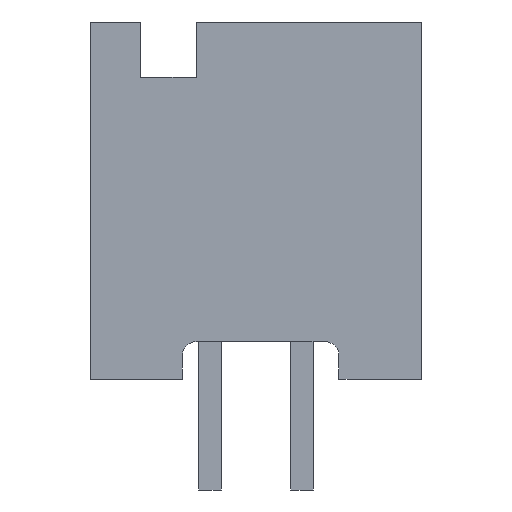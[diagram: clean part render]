
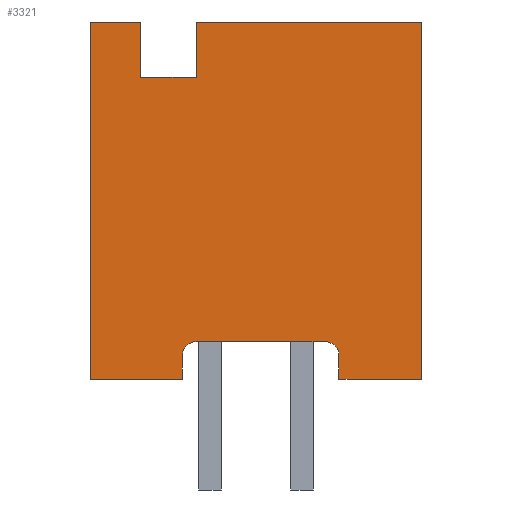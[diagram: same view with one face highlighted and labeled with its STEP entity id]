
A CAD part, left-side view. The second image highlights one B-rep face of the part: STEP entity #3321.
In plain terms, the highlighted planar face has unit normal (-1, 0, 0).
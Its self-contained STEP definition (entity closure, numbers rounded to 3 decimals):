
#84=DIRECTION('',(0.,-1.,0.));
#85=VECTOR('',#84,6.223);
#86=CARTESIAN_POINT('',(-12.7,1.651,0.));
#87=LINE('',#86,#85);
#116=DIRECTION('',(0.,-1.,0.));
#117=VECTOR('',#116,1.397);
#118=CARTESIAN_POINT('',(-12.7,4.572,0.));
#119=LINE('',#118,#117);
#228=DIRECTION('',(0.,0.,-1.));
#229=VECTOR('',#228,0.66);
#230=CARTESIAN_POINT('',(-12.7,2.032,-9.195));
#231=LINE('',#230,#229);
#232=DIRECTION('',(0.,0.,1.));
#233=VECTOR('',#232,9.855);
#234=CARTESIAN_POINT('',(-12.7,4.572,-9.855));
#235=LINE('',#234,#233);
#236=DIRECTION('',(0.,0.,-1.));
#237=VECTOR('',#236,1.524);
#238=CARTESIAN_POINT('',(-12.7,3.175,0.));
#239=LINE('',#238,#237);
#240=DIRECTION('',(0.,1.,0.));
#241=VECTOR('',#240,1.524);
#242=CARTESIAN_POINT('',(-12.7,1.651,-1.524));
#243=LINE('',#242,#241);
#244=DIRECTION('',(0.,0.,-1.));
#245=VECTOR('',#244,1.524);
#246=CARTESIAN_POINT('',(-12.7,1.651,0.));
#247=LINE('',#246,#245);
#488=DIRECTION('',(0.,-1.,0.));
#489=VECTOR('',#488,3.556);
#490=CARTESIAN_POINT('',(-12.7,1.651,-8.814));
#491=LINE('',#490,#489);
#1814=DIRECTION('',(0.,1.,0.));
#1815=VECTOR('',#1814,2.54);
#1816=CARTESIAN_POINT('',(-12.7,2.032,-9.855));
#1817=LINE('',#1816,#1815);
#1826=DIRECTION('',(0.,1.,0.));
#1827=VECTOR('',#1826,2.286);
#1828=CARTESIAN_POINT('',(-12.7,-4.572,-9.855));
#1829=LINE('',#1828,#1827);
#2119=CARTESIAN_POINT('',(-12.7,1.651,-9.195));
#2120=DIRECTION('',(1.,0.,0.));
#2121=DIRECTION('',(0.,1.,0.));
#2122=AXIS2_PLACEMENT_3D('',#2119,#2120,#2121);
#2128=DIRECTION('',(0.,0.,1.));
#2129=VECTOR('',#2128,9.855);
#2130=CARTESIAN_POINT('',(-12.7,-4.572,-9.855));
#2131=LINE('',#2130,#2129);
#2144=CARTESIAN_POINT('',(-12.7,-1.905,-9.195));
#2145=DIRECTION('',(1.,0.,0.));
#2146=DIRECTION('',(0.,0.,1.));
#2147=AXIS2_PLACEMENT_3D('',#2144,#2145,#2146);
#2158=DIRECTION('',(0.,0.,-1.));
#2159=VECTOR('',#2158,0.66);
#2160=CARTESIAN_POINT('',(-12.7,-2.286,-9.195));
#2161=LINE('',#2160,#2159);
#2350=CARTESIAN_POINT('',(-12.7,-4.572,0.));
#2352=VERTEX_POINT('',#2350);
#2370=CARTESIAN_POINT('',(-12.7,4.572,-9.855));
#2372=VERTEX_POINT('',#2370);
#2376=CARTESIAN_POINT('',(-12.7,2.032,-9.855));
#2377=VERTEX_POINT('',#2376);
#2378=CARTESIAN_POINT('',(-12.7,-4.572,-9.855));
#2379=CARTESIAN_POINT('',(-12.7,-2.286,-9.855));
#2380=VERTEX_POINT('',#2378);
#2381=VERTEX_POINT('',#2379);
#2406=CARTESIAN_POINT('',(-12.7,4.572,0.));
#2407=VERTEX_POINT('',#2406);
#2438=CARTESIAN_POINT('',(-12.7,1.651,0.));
#2439=CARTESIAN_POINT('',(-12.7,1.651,-1.524));
#2440=VERTEX_POINT('',#2438);
#2441=VERTEX_POINT('',#2439);
#2442=CARTESIAN_POINT('',(-12.7,3.175,-1.524));
#2443=VERTEX_POINT('',#2442);
#2444=CARTESIAN_POINT('',(-12.7,3.175,0.));
#2445=VERTEX_POINT('',#2444);
#2588=CARTESIAN_POINT('',(-12.7,1.651,-8.814));
#2590=VERTEX_POINT('',#2588);
#2592=CARTESIAN_POINT('',(-12.7,2.032,-9.195));
#2594=VERTEX_POINT('',#2592);
#2595=CARTESIAN_POINT('',(-12.7,-1.905,-8.814));
#2597=VERTEX_POINT('',#2595);
#2599=CARTESIAN_POINT('',(-12.7,-2.286,-9.195));
#2601=VERTEX_POINT('',#2599);
#3289=CARTESIAN_POINT('',(-12.7,4.572,0.));
#3290=DIRECTION('',(-1.,0.,0.));
#3291=DIRECTION('',(0.,-1.,0.));
#3292=AXIS2_PLACEMENT_3D('',#3289,#3290,#3291);
#3293=PLANE('',#3292);
#3295=ORIENTED_EDGE('',*,*,#3294,.F.);
#3297=ORIENTED_EDGE('',*,*,#3296,.F.);
#3299=ORIENTED_EDGE('',*,*,#3298,.T.);
#3301=ORIENTED_EDGE('',*,*,#3300,.T.);
#3303=ORIENTED_EDGE('',*,*,#3302,.T.);
#3304=ORIENTED_EDGE('',*,*,#3114,.T.);
#3306=ORIENTED_EDGE('',*,*,#3305,.T.);
#3308=ORIENTED_EDGE('',*,*,#3307,.F.);
#3309=ORIENTED_EDGE('',*,*,#3263,.F.);
#3310=ORIENTED_EDGE('',*,*,#3090,.T.);
#3312=ORIENTED_EDGE('',*,*,#3311,.F.);
#3314=ORIENTED_EDGE('',*,*,#3313,.T.);
#3316=ORIENTED_EDGE('',*,*,#3315,.F.);
#3318=ORIENTED_EDGE('',*,*,#3317,.F.);
#3319=EDGE_LOOP('',(#3295,#3297,#3299,#3301,#3303,#3304,#3306,#3308,#3309,#3310,
#3312,#3314,#3316,#3318));
#3320=FACE_OUTER_BOUND('',#3319,.F.);
#3321=ADVANCED_FACE('',(#3320),#3293,.T.);
#2123=CIRCLE('',#2122,0.381);
#2148=CIRCLE('',#2147,0.381);
#3090=EDGE_CURVE('',#2440,#2352,#87,.T.);
#3114=EDGE_CURVE('',#2407,#2445,#119,.T.);
#3263=EDGE_CURVE('',#2440,#2441,#247,.T.);
#3294=EDGE_CURVE('',#2590,#2597,#491,.T.);
#3296=EDGE_CURVE('',#2594,#2590,#2123,.T.);
#3298=EDGE_CURVE('',#2594,#2377,#231,.T.);
#3300=EDGE_CURVE('',#2377,#2372,#1817,.T.);
#3302=EDGE_CURVE('',#2372,#2407,#235,.T.);
#3305=EDGE_CURVE('',#2445,#2443,#239,.T.);
#3307=EDGE_CURVE('',#2441,#2443,#243,.T.);
#3311=EDGE_CURVE('',#2380,#2352,#2131,.T.);
#3313=EDGE_CURVE('',#2380,#2381,#1829,.T.);
#3315=EDGE_CURVE('',#2601,#2381,#2161,.T.);
#3317=EDGE_CURVE('',#2597,#2601,#2148,.T.);
